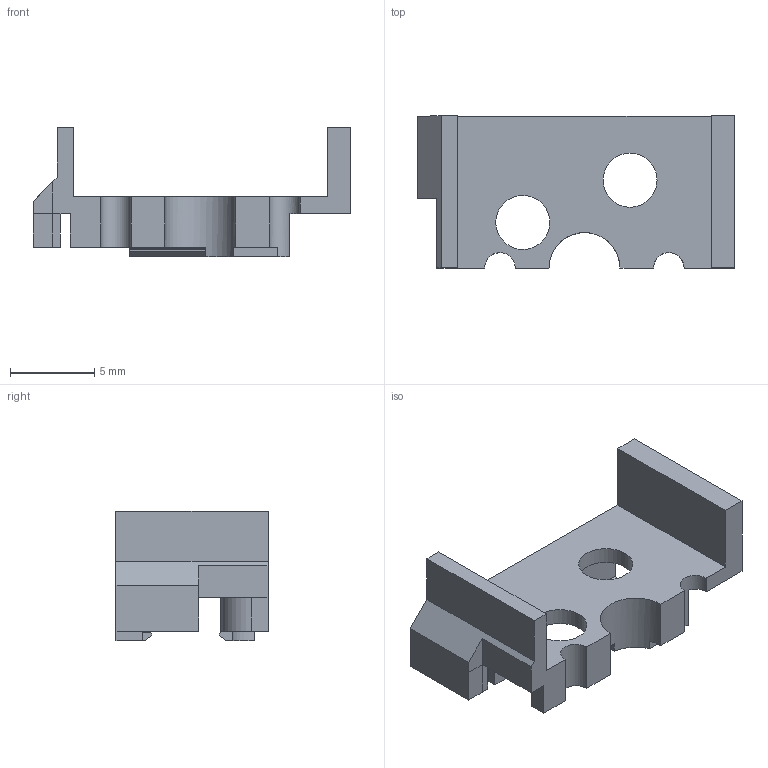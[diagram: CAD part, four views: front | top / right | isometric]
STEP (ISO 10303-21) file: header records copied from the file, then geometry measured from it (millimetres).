
FILE_DESCRIPTION(('FreeCAD Model'),'2;1');
FILE_NAME('hot_swap_plate.step','2021-07-10T17:01:51',('Author'),(''), 'Open CASCADE STEP processor 7.2','FreeCAD','Unknown');
FILE_SCHEMA(('AUTOMOTIVE_DESIGN { 1 0 10303 214 1 1 1 1 }'));
Length unit declared in the file: millimetre
Products named in the file (1): socket029
Bounding box: 18.8 x 9 x 7.65 mm (x, y, z)
Volume: 345.9 mm3; surface area: 711 mm2
Topology: 1 solids, 1 shells, 68 faces, 197 edges, 131 vertices
Faces by surface type: plane 59, cylinder 9
Full cylindrical faces by diameter (mm): 3.2 x2
Entity records: 5277 total; most frequent: CARTESIAN_POINT 913, DIRECTION 699, LINE 509, VECTOR 509, ORIENTED_EDGE 394, PCURVE 394, DEFINITIONAL_REPRESENTATION 394, EDGE_CURVE 197
